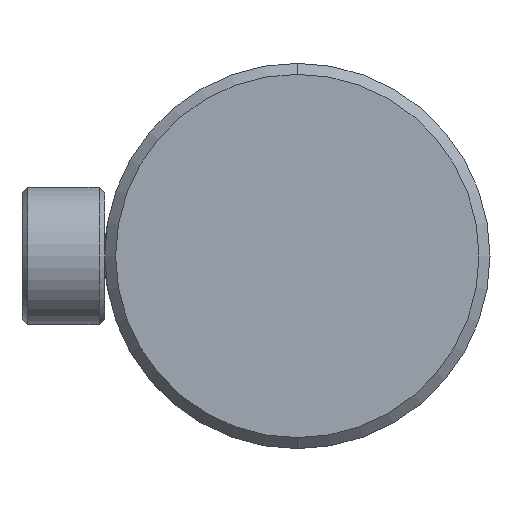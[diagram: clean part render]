
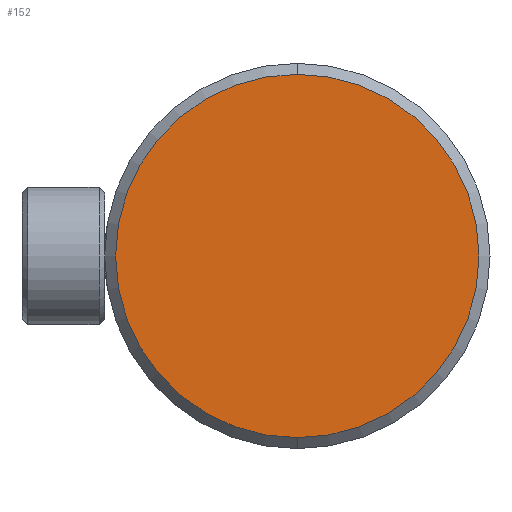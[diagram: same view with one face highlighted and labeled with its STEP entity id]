
A CAD part, left-side view. The second image highlights one B-rep face of the part: STEP entity #152.
In plain terms, the highlighted planar face has unit normal (-1, 0, 0).
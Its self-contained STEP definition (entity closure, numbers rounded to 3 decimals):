
#49 = ORIENTED_EDGE ( 'NONE', *, *, #1958, .T. ) ;
#125 = AXIS2_PLACEMENT_3D ( 'NONE', #841, #1199, #2196 ) ;
#152 = ADVANCED_FACE ( 'NONE', ( #1489 ), #2906, .F. ) ;
#267 = CIRCLE ( 'NONE', #2085, 33. ) ;
#556 = ORIENTED_EDGE ( 'NONE', *, *, #634, .T. ) ;
#634 = EDGE_CURVE ( 'NONE', #754, #1522, #267, .T. ) ;
#694 = DIRECTION ( 'NONE',  ( -1., 0., 0. ) ) ;
#754 = VERTEX_POINT ( 'NONE', #2493 ) ;
#821 = CIRCLE ( 'NONE', #2882, 33. ) ;
#841 = CARTESIAN_POINT ( 'NONE',  ( -13., 0., 0. ) ) ;
#873 = EDGE_LOOP ( 'NONE', ( #49, #556 ) ) ;
#904 = DIRECTION ( 'NONE',  ( 0., 0., 1. ) ) ;
#997 = CARTESIAN_POINT ( 'NONE',  ( -13., 0., -33. ) ) ;
#1199 = DIRECTION ( 'NONE',  ( 1., 0., 0. ) ) ;
#1489 = FACE_OUTER_BOUND ( 'NONE', #873, .T. ) ;
#1522 = VERTEX_POINT ( 'NONE', #997 ) ;
#1958 = EDGE_CURVE ( 'NONE', #1522, #754, #821, .T. ) ;
#2085 = AXIS2_PLACEMENT_3D ( 'NONE', #2726, #2266, #904 ) ;
#2196 = DIRECTION ( 'NONE',  ( 0., 0., -1. ) ) ;
#2266 = DIRECTION ( 'NONE',  ( -1., 0., 0. ) ) ;
#2493 = CARTESIAN_POINT ( 'NONE',  ( -13., 0., 33. ) ) ;
#2581 = DIRECTION ( 'NONE',  ( 0., 0., 1. ) ) ;
#2726 = CARTESIAN_POINT ( 'NONE',  ( -13., 0., 0. ) ) ;
#2882 = AXIS2_PLACEMENT_3D ( 'NONE', #3036, #694, #2581 ) ;
#2906 = PLANE ( 'NONE',  #125 ) ;
#3036 = CARTESIAN_POINT ( 'NONE',  ( -13., 0., 0. ) ) ;
